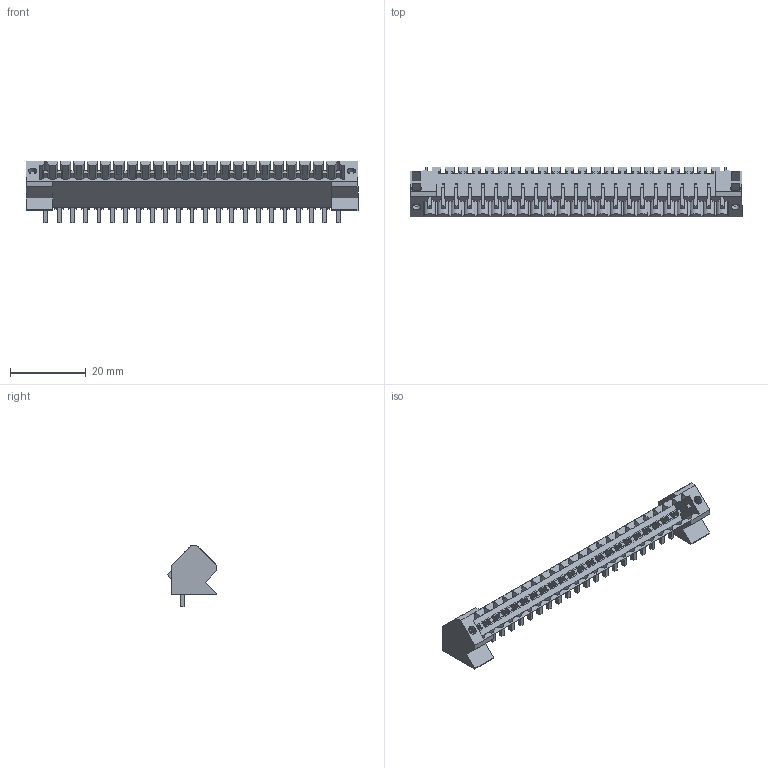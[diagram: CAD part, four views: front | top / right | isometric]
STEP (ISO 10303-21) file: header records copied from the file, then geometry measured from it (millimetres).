
FILE_DESCRIPTION(('CATIA V5 STEP Exchange','CAx-IF Rec.Pracs.--- Model Styling and Organization---1.2---2011-12-15'),'2;1');
FILE_NAME ('D1446381_0_1003730000_1003730000.stp','2018-03-23T12:02:40+00:00',('none'),('Weidmueller'),'CATIA Version 5-6 Release 2014','CATIA V5 STEP AP214','none');
FILE_SCHEMA(('AUTOMOTIVE_DESIGN { 1 0 10303 214 1 1 1 1 }'));
Length unit declared in the file: millimetre
Products named in the file (1): 1003730000
Bounding box: 87.45 x 13.15 x 16.23 mm (x, y, z)
Volume: 3536.3 mm3; surface area: 8673.1 mm2
Topology: 24 solids, 24 shells, 1248 faces, 3793 edges, 2610 vertices
Faces by surface type: plane 1221, cylinder 27
Entity records: 38389 total; most frequent: ORIENTED_EDGE 7586, CARTESIAN_POINT 6958, DIRECTION 4821, EDGE_CURVE 3793, VECTOR 3735, LINE 3735, VERTEX_POINT 2610, EDGE_LOOP 1327
